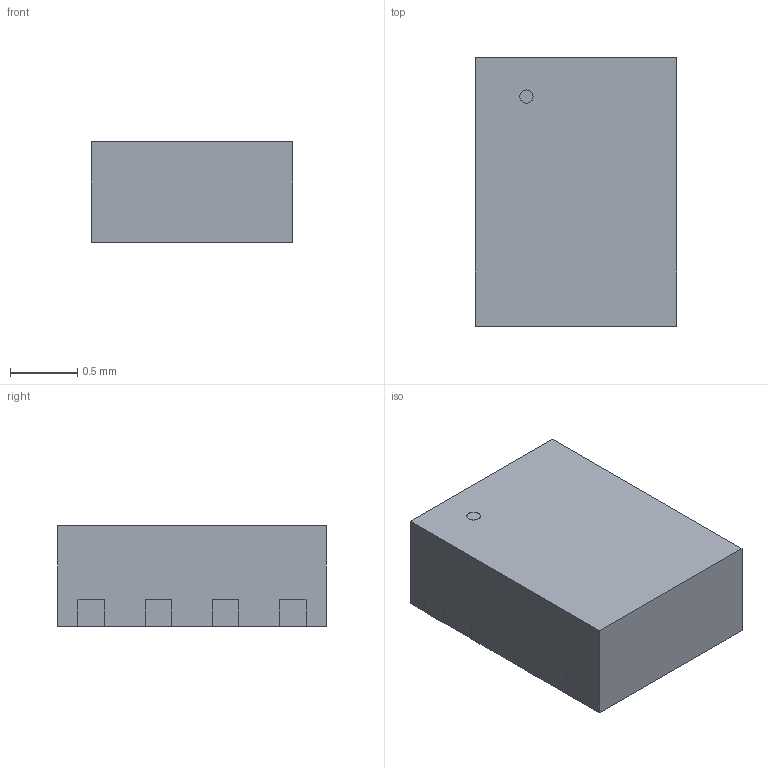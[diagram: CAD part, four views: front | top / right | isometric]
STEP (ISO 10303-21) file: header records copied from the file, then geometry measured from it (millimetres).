
FILE_DESCRIPTION(('FreeCAD Model'),'2;1');
FILE_NAME('Open CASCADE Shape Model','2023-06-28T12:06:10',('Author'),( ''),'Open CASCADE STEP processor 7.6','FreeCAD','Unknown');
FILE_SCHEMA(('AUTOMOTIVE_DESIGN { 1 0 10303 214 1 1 1 1 }'));
Length unit declared in the file: millimetre
Products named in the file (11): _D_DFN_8_0_5_text_V1; Face006; Face007; Cube; Extrude; Extrude001; Extrude002; Extrude003; Extrude004; Cut001; Extrude002 (mirrored)
Assembly tree (10 placements, depth 2):
  _D_DFN_8_0_5_text_V1
    Face006
    Face007
    Cube
    Extrude
    Extrude001
    Extrude002
    Extrude003
    Extrude004
    Cut001
    Extrude002 (mirrored)
Bounding box: 1.5 x 2 x 0.75 mm (x, y, z)
Surface area: 15.7 mm2
Topology: 8 solids, 10 shells, 73 faces, 184 edges, 129 vertices
Faces by surface type: plane 56, cylinder 17
Full cylindrical faces by diameter (mm): 0.1 x1
Entity records: 4785 total; most frequent: CARTESIAN_POINT 806, DIRECTION 731, LINE 453, VECTOR 453, ORIENTED_EDGE 349, PCURVE 349, DEFINITIONAL_REPRESENTATION 349, EDGE_CURVE 184
